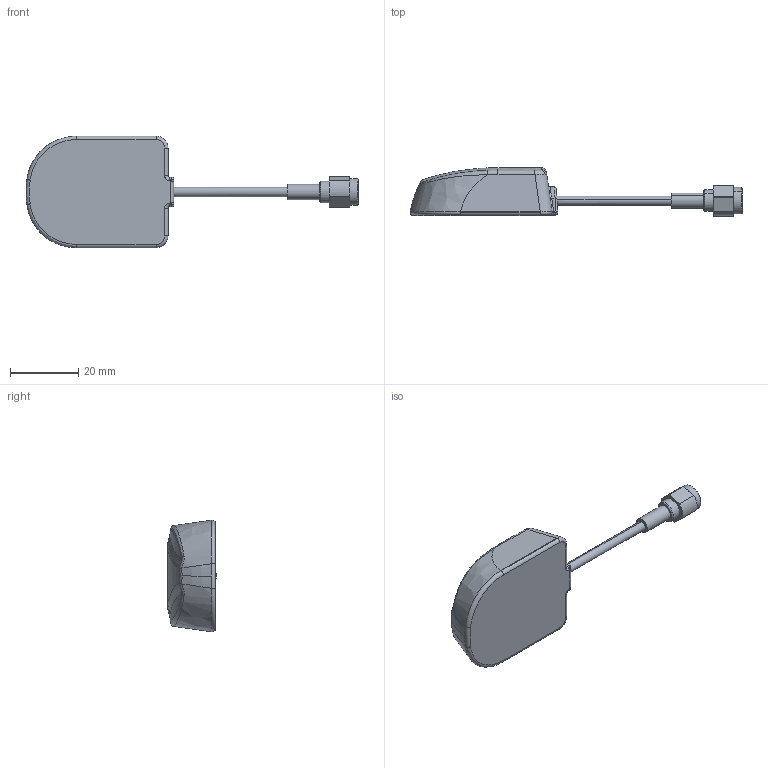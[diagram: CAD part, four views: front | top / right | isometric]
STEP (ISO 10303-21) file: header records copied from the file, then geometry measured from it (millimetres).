
FILE_DESCRIPTION (( 'STEP AP214' ), '1' );
FILE_NAME ('AA.105.301111_Web.STEP', '2022-03-15T09:12:14', ( '' ), ( '' ), 'SwSTEP 2.0', 'SolidWorks 2018', '' );
FILE_SCHEMA (( 'AUTOMOTIVE_DESIGN' ));
Length unit declared in the file: millimetre
Products named in the file (1): AA.105.301111_Web
Bounding box: 97.37 x 14.23 x 32.7 mm (x, y, z)
Volume: 15497.1 mm3; surface area: 5518.3 mm2
Topology: 1 solids, 23 shells, 326 faces, 756 edges, 482 vertices
Faces by surface type: plane 145, bspline 75, cylinder 65, cone 38, torus 3
Entity records: 23934 total; most frequent: CARTESIAN_POINT 14316, ORIENTED_EDGE 1506, DIRECTION 1167, EDGE_CURVE 753, VERTEX_POINT 482, AXIS2_PLACEMENT_3D 405, LINE 357, VECTOR 357
